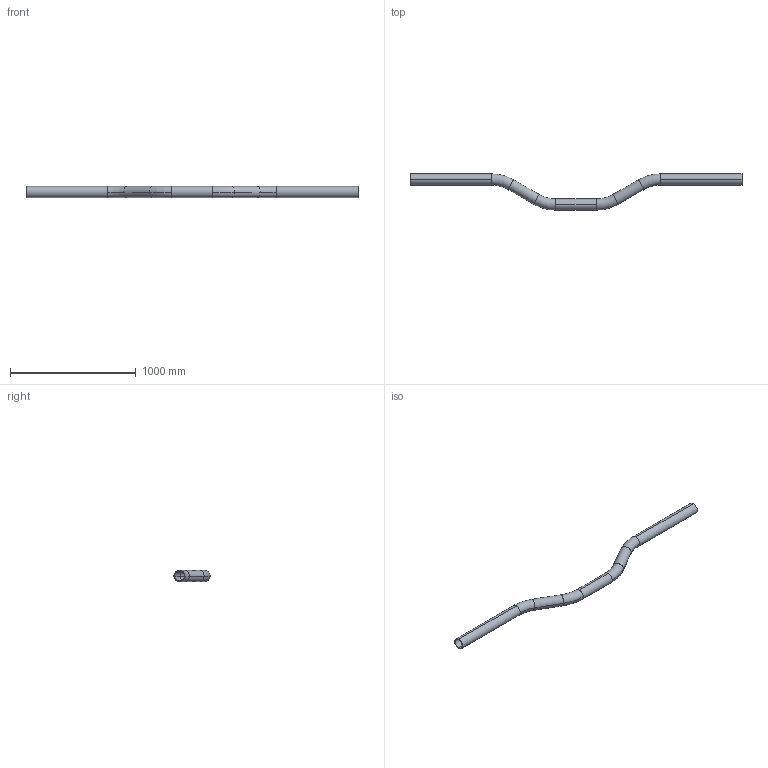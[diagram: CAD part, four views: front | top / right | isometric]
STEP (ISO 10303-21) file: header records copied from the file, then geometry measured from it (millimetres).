
FILE_DESCRIPTION (( 'STEP AP203' ), '1' );
FILE_NAME ('J003435-60_REV_.step', '2025-10-22T20:34:11', ( '' ), ( '' ), 'SwSTEP 2.0', 'SolidWorks 2024', '' );
FILE_SCHEMA (( 'CONFIG_CONTROL_DESIGN' ));
Length unit declared in the file: millimetre
Products named in the file (1): J003435-60_REV_
Bounding box: 2644.72 x 288.9 x 88.9 mm (x, y, z)
Volume: 3943995 mm3; surface area: 1437062.1 mm2
Topology: 1 solids, 1 shells, 38 faces, 92 edges, 56 vertices
Faces by surface type: cylinder 20, torus 16, plane 2
Entity records: 1221 total; most frequent: DIRECTION 242, CARTESIAN_POINT 187, ORIENTED_EDGE 184, AXIS2_PLACEMENT_3D 111, EDGE_CURVE 92, CIRCLE 72, VERTEX_POINT 56, EDGE_LOOP 40
